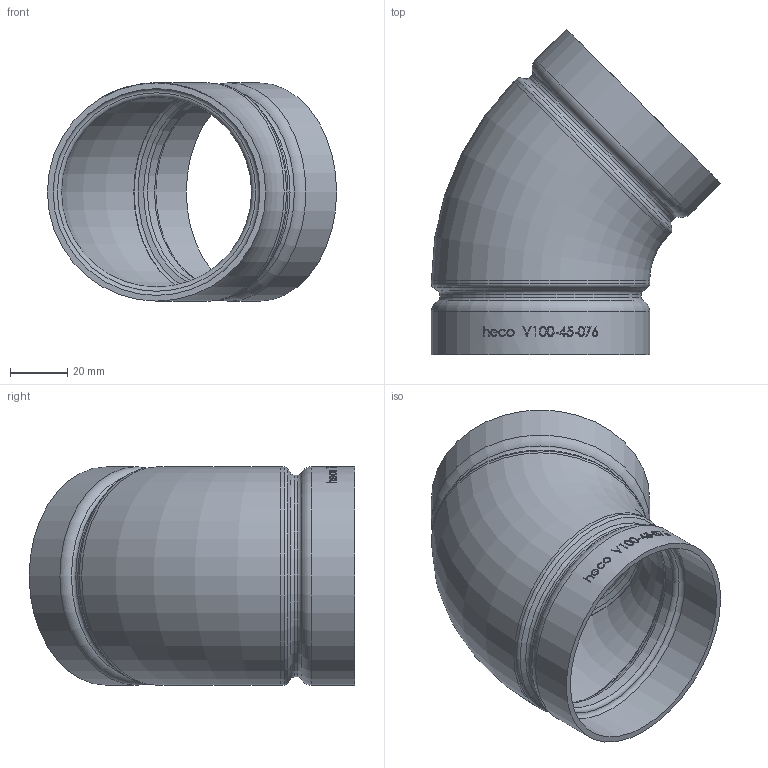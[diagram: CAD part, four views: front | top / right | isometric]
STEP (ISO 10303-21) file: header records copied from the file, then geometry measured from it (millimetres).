
FILE_DESCRIPTION (( 'STEP AP214' ), '1' );
FILE_NAME ('V100-45-076-x Typ E491 DN65 212 Ø76,1 1812.STEP', '2018-12-13T13:00:50', ( '' ), ( '' ), 'SwSTEP 2.0', 'SolidWorks 2016', '' );
FILE_SCHEMA (( 'AUTOMOTIVE_DESIGN' ));
Length unit declared in the file: inch
Products named in the file (1): V100-45-076-x Typ E491 DN65 212 Ø76,1 1812
Bounding box: 100.96 x 113.66 x 76.23 mm (x, y, z)
Volume: 48410.1 mm3; surface area: 49014.2 mm2
Topology: 1 solids, 1 shells, 199 faces, 506 edges, 331 vertices
Faces by surface type: bspline 97, plane 46, cylinder 34, torus 18, cone 4
Full cylindrical faces by diameter (mm): 66.36 x2, 70.358 x2, 72.202 x4, 76.2 x4
Entity records: 21109 total; most frequent: CARTESIAN_POINT 15264, ORIENTED_EDGE 918, EDGE_CURVE 459, DIRECTION 449, VERTEX_POINT 318, B_SPLINE_CURVE_WITH_KNOTS 304, EDGE_LOOP 257, FACE_OUTER_BOUND 229
